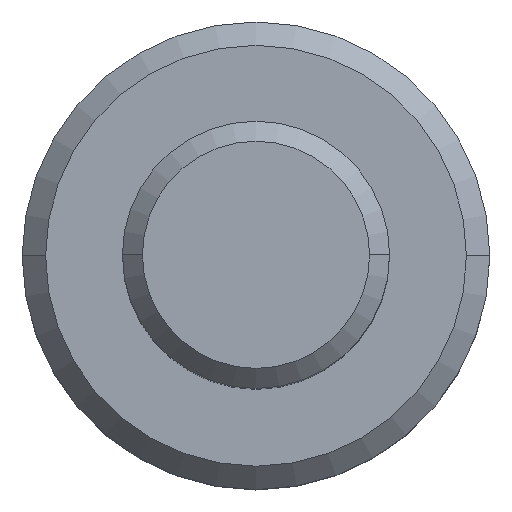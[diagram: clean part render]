
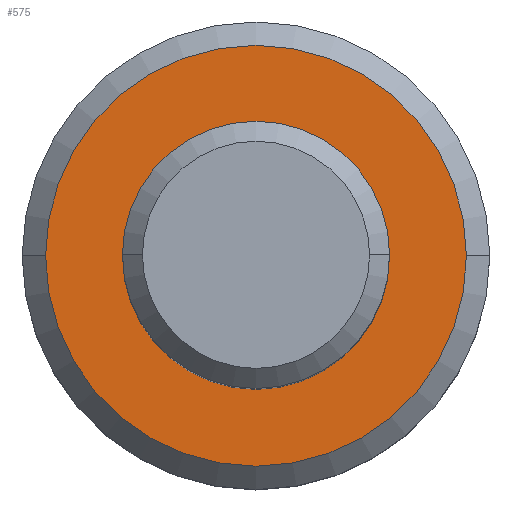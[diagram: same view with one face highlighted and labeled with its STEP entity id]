
A CAD part, top view. The second image highlights one B-rep face of the part: STEP entity #575.
In plain terms, the highlighted planar face has unit normal (0, 0, 1).
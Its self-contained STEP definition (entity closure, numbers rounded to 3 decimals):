
#48 = DIRECTION ( 'NONE',  ( 0., 0., -1. ) ) ;
#64 = ORIENTED_EDGE ( 'NONE', *, *, #242, .T. ) ;
#67 = AXIS2_PLACEMENT_3D ( 'NONE', #457, #344, #219 ) ;
#143 = CARTESIAN_POINT ( 'NONE',  ( 0., 0., -8. ) ) ;
#144 = CIRCLE ( 'NONE', #67, 2. ) ;
#164 = AXIS2_PLACEMENT_3D ( 'NONE', #417, #532, #589 ) ;
#214 = CARTESIAN_POINT ( 'NONE',  ( 3.15, 0., -8. ) ) ;
#219 = DIRECTION ( 'NONE',  ( -1., 0., 0. ) ) ;
#232 = VERTEX_POINT ( 'NONE', #320 ) ;
#233 = DIRECTION ( 'NONE',  ( 0., -1., 0. ) ) ;
#235 = ORIENTED_EDGE ( 'NONE', *, *, #525, .T. ) ;
#242 = EDGE_CURVE ( 'NONE', #653, #755, #727, .T. ) ;
#244 = ORIENTED_EDGE ( 'NONE', *, *, #330, .F. ) ;
#249 = CARTESIAN_POINT ( 'NONE',  ( -3.15, 0., -8. ) ) ;
#311 = DIRECTION ( 'NONE',  ( 0., 0., 1. ) ) ;
#320 = CARTESIAN_POINT ( 'NONE',  ( 2., 0., -8. ) ) ;
#330 = EDGE_CURVE ( 'NONE', #438, #232, #144, .T. ) ;
#331 = EDGE_LOOP ( 'NONE', ( #64, #235 ) ) ;
#344 = DIRECTION ( 'NONE',  ( 0., 0., 1. ) ) ;
#348 = AXIS2_PLACEMENT_3D ( 'NONE', #379, #311, #618 ) ;
#359 = PLANE ( 'NONE',  #681 ) ;
#379 = CARTESIAN_POINT ( 'NONE',  ( 0., 0., -8. ) ) ;
#387 = DIRECTION ( 'NONE',  ( 0., 0., 1. ) ) ;
#417 = CARTESIAN_POINT ( 'NONE',  ( 0., 0., -8. ) ) ;
#419 = EDGE_CURVE ( 'NONE', #232, #438, #501, .T. ) ;
#423 = CIRCLE ( 'NONE', #164, 3.15 ) ;
#438 = VERTEX_POINT ( 'NONE', #752 ) ;
#457 = CARTESIAN_POINT ( 'NONE',  ( 0., 0., -8. ) ) ;
#501 = CIRCLE ( 'NONE', #624, 2. ) ;
#525 = EDGE_CURVE ( 'NONE', #755, #653, #423, .T. ) ;
#532 = DIRECTION ( 'NONE',  ( 0., 0., 1. ) ) ;
#575 = ADVANCED_FACE ( 'NONE', ( #720, #716 ), #359, .F. ) ;
#589 = DIRECTION ( 'NONE',  ( -1., 0., 0. ) ) ;
#592 = CARTESIAN_POINT ( 'NONE',  ( 0., 0., -8. ) ) ;
#593 = ORIENTED_EDGE ( 'NONE', *, *, #419, .F. ) ;
#618 = DIRECTION ( 'NONE',  ( -1., 0., 0. ) ) ;
#624 = AXIS2_PLACEMENT_3D ( 'NONE', #143, #387, #628 ) ;
#628 = DIRECTION ( 'NONE',  ( -1., 0., 0. ) ) ;
#653 = VERTEX_POINT ( 'NONE', #249 ) ;
#657 = EDGE_LOOP ( 'NONE', ( #593, #244 ) ) ;
#681 = AXIS2_PLACEMENT_3D ( 'NONE', #592, #48, #233 ) ;
#716 = FACE_OUTER_BOUND ( 'NONE', #331, .T. ) ;
#720 = FACE_BOUND ( 'NONE', #657, .T. ) ;
#727 = CIRCLE ( 'NONE', #348, 3.15 ) ;
#752 = CARTESIAN_POINT ( 'NONE',  ( -2., 0., -8. ) ) ;
#755 = VERTEX_POINT ( 'NONE', #214 ) ;
